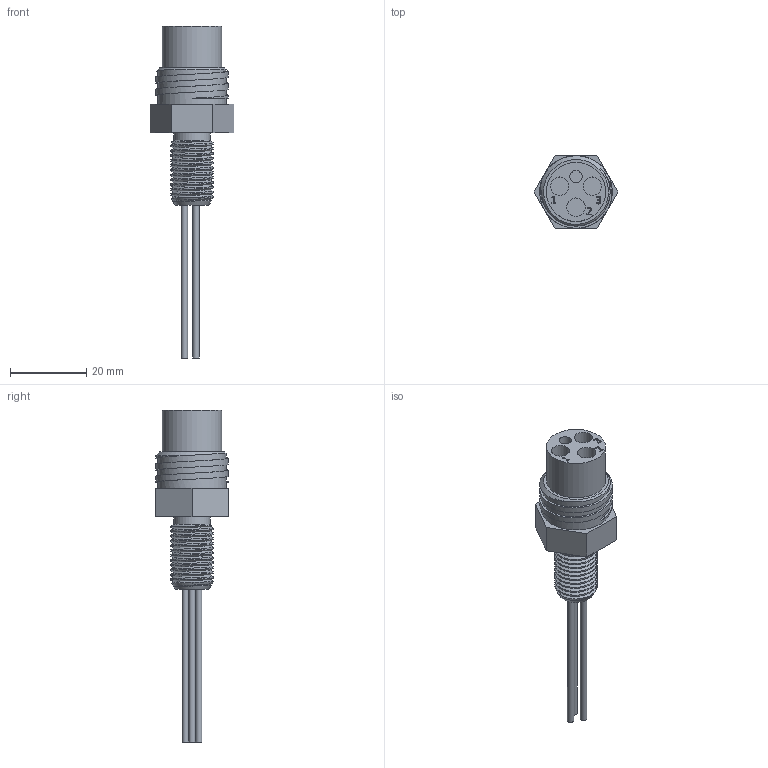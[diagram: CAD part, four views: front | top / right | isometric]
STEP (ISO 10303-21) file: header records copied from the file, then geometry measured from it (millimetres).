
FILE_DESCRIPTION(/* description */ (''),/* implementation_level */ '2;1');
FILE_NAME(/* name */ 'MCBH3F.stp',/* time_stamp */ '2014-11-25T14:48:33+01:00',/* author */ ('sh'),/* organization */ (''),/* preprocessor_version */ 'ST-DEVELOPER v15.2',/* originating_system */ 'Autodesk Inventor 2014',/* authorisation */ '');
FILE_SCHEMA (('AUTOMOTIVE_DESIGN { 1 0 10303 214 3 1 1 }'));
Length unit declared in the file: millimetre
Products named in the file (1): MCBH3F
Bounding box: 21.94 x 19 x 87 mm (x, y, z)
Volume: 7919.5 mm3; surface area: 4776.9 mm2
Topology: 1 solids, 1 shells, 105 faces, 260 edges, 172 vertices
Faces by surface type: plane 48, bspline 35, cylinder 16, cone 4, torus 2
Full cylindrical faces by diameter (mm): 1.7 x3, 3.2 x1, 4.8 x3, 9.5 x1, 12.5 x1, 15.5 x1, 16 x1, 17.9 x2
Entity records: 5793 total; most frequent: CARTESIAN_POINT 3541, ORIENTED_EDGE 462, DIRECTION 324, EDGE_CURVE 231, VERTEX_POINT 163, EDGE_LOOP 134, LINE 122, VECTOR 122
